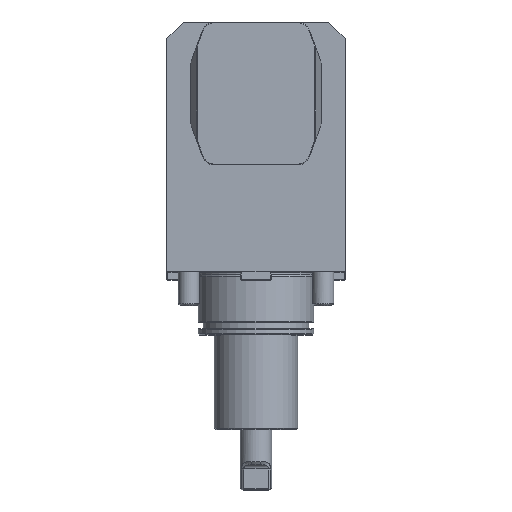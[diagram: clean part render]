
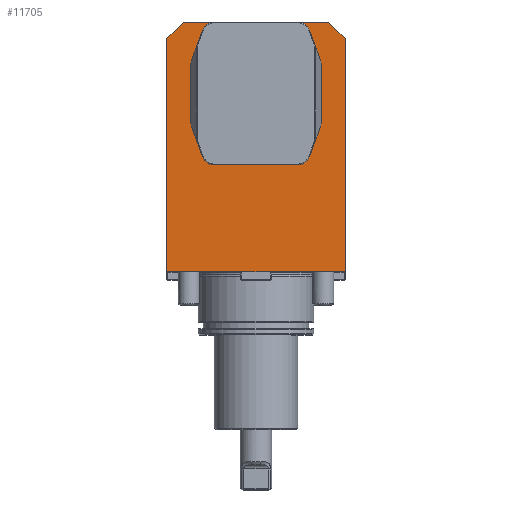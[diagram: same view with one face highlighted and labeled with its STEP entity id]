
A CAD part, top view. The second image highlights one B-rep face of the part: STEP entity #11705.
In plain terms, the highlighted planar face has unit normal (0, 0, 1).
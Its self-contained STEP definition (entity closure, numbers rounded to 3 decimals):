
#43 = ORIENTED_EDGE ( 'NONE', *, *, #25826, .T. ) ;
#345 = CARTESIAN_POINT ( 'NONE',  ( 50.52, 41.612, 47.5 ) ) ;
#370 = DIRECTION ( 'NONE',  ( -0.707, -0.707, 0. ) ) ;
#480 = DIRECTION ( 'NONE',  ( 0., -1., 0. ) ) ;
#757 = EDGE_CURVE ( 'NONE', #21541, #3727, #5640, .T. ) ;
#803 = CARTESIAN_POINT ( 'NONE',  ( 0., 33., 47.5 ) ) ;
#911 = VECTOR ( 'NONE', #15761, 1000. ) ;
#1036 = DIRECTION ( 'NONE',  ( -1., 0., 0. ) ) ;
#1292 = EDGE_CURVE ( 'NONE', #20862, #14161, #8986, .T. ) ;
#1371 = CIRCLE ( 'NONE', #13064, 5. ) ;
#1577 = EDGE_CURVE ( 'NONE', #14543, #3953, #7975, .T. ) ;
#1883 = LINE ( 'NONE', #6113, #9951 ) ;
#2108 = VECTOR ( 'NONE', #5726, 1000. ) ;
#2121 = CARTESIAN_POINT ( 'NONE',  ( -24.56, 29.71, 47.5 ) ) ;
#2468 = DIRECTION ( 'NONE',  ( -1., 0., 0. ) ) ;
#2606 = DIRECTION ( 'NONE',  ( -0.342, -0.94, 0. ) ) ;
#2858 = LINE ( 'NONE', #9326, #23896 ) ;
#2940 = VERTEX_POINT ( 'NONE', #25674 ) ;
#3277 = DIRECTION ( 'NONE',  ( 0., 0., -1. ) ) ;
#3319 = VERTEX_POINT ( 'NONE', #2121 ) ;
#3727 = VERTEX_POINT ( 'NONE', #7049 ) ;
#3953 = VERTEX_POINT ( 'NONE', #10516 ) ;
#3975 = EDGE_CURVE ( 'NONE', #14161, #18846, #1371, .T. ) ;
#4597 = EDGE_LOOP ( 'NONE', ( #11187, #17369, #4709, #12478, #20608, #13192, #17526, #6541, #19214, #19970, #20723, #24019 ) ) ;
#4709 = ORIENTED_EDGE ( 'NONE', *, *, #9410, .T. ) ;
#5049 = CARTESIAN_POINT ( 'NONE',  ( 30.2, 14.215, 47.5 ) ) ;
#5114 = CARTESIAN_POINT ( 'NONE',  ( -42.5, 34., 47.5 ) ) ;
#5465 = CARTESIAN_POINT ( 'NONE',  ( -50.52, 41.612, 47.5 ) ) ;
#5640 = CIRCLE ( 'NONE', #8772, 5. ) ;
#5726 = DIRECTION ( 'NONE',  ( -0.707, 0.707, 0. ) ) ;
#5846 = CARTESIAN_POINT ( 'NONE',  ( 24.56, 29.71, 47.5 ) ) ;
#5953 = LINE ( 'NONE', #14952, #11229 ) ;
#6100 = DIRECTION ( 'NONE',  ( -1., 0., 0. ) ) ;
#6113 = CARTESIAN_POINT ( 'NONE',  ( -30.2, 14.391, 47.5 ) ) ;
#6131 = EDGE_CURVE ( 'NONE', #3319, #20862, #9350, .T. ) ;
#6148 = ORIENTED_EDGE ( 'NONE', *, *, #19655, .T. ) ;
#6541 = ORIENTED_EDGE ( 'NONE', *, *, #20543, .T. ) ;
#6567 = LINE ( 'NONE', #345, #24419 ) ;
#6573 = DIRECTION ( 'NONE',  ( -1., 0., 0. ) ) ;
#6905 = CARTESIAN_POINT ( 'NONE',  ( -11.952, 64.35, 47.5 ) ) ;
#7049 = CARTESIAN_POINT ( 'NONE',  ( -24.56, -29.71, 47.5 ) ) ;
#7050 = VECTOR ( 'NONE', #15466, 1000. ) ;
#7641 = EDGE_CURVE ( 'NONE', #18846, #13595, #5953, .T. ) ;
#7763 = CIRCLE ( 'NONE', #8185, 5. ) ;
#7975 = LINE ( 'NONE', #16133, #2108 ) ;
#8014 = AXIS2_PLACEMENT_3D ( 'NONE', #25775, #16629, #13660 ) ;
#8102 = EDGE_CURVE ( 'NONE', #14543, #18932, #2858, .T. ) ;
#8156 = LINE ( 'NONE', #12653, #17400 ) ;
#8185 = AXIS2_PLACEMENT_3D ( 'NONE', #26248, #17819, #2468 ) ;
#8326 = DIRECTION ( 'NONE',  ( 0.342, -0.94, 0. ) ) ;
#8586 = FACE_BOUND ( 'NONE', #4597, .T. ) ;
#8772 = AXIS2_PLACEMENT_3D ( 'NONE', #9091, #13173, #22043 ) ;
#8854 = LINE ( 'NONE', #6905, #11821 ) ;
#8986 = LINE ( 'NONE', #803, #7050 ) ;
#9091 = CARTESIAN_POINT ( 'NONE',  ( -19.862, -28., 47.5 ) ) ;
#9326 = CARTESIAN_POINT ( 'NONE',  ( 42.5, 34., 47.5 ) ) ;
#9350 = CIRCLE ( 'NONE', #25128, 5. ) ;
#9410 = EDGE_CURVE ( 'NONE', #12647, #2940, #6567, .T. ) ;
#9457 = CARTESIAN_POINT ( 'NONE',  ( -42.5, -85., 47.5 ) ) ;
#9677 = DIRECTION ( 'NONE',  ( 0.342, 0.94, 0. ) ) ;
#9951 = VECTOR ( 'NONE', #23576, 1000. ) ;
#10024 = CARTESIAN_POINT ( 'NONE',  ( -42.5, 26., 47.5 ) ) ;
#10438 = ORIENTED_EDGE ( 'NONE', *, *, #8102, .F. ) ;
#10511 = CARTESIAN_POINT ( 'NONE',  ( 42.5, 26., 47.5 ) ) ;
#10516 = CARTESIAN_POINT ( 'NONE',  ( 34.5, 34., 47.5 ) ) ;
#10713 = CARTESIAN_POINT ( 'NONE',  ( 19.862, 33., 47.5 ) ) ;
#10873 = VECTOR ( 'NONE', #22351, 1000. ) ;
#10945 = CARTESIAN_POINT ( 'NONE',  ( 0., -33., 47.5 ) ) ;
#11038 = LINE ( 'NONE', #26120, #23778 ) ;
#11187 = ORIENTED_EDGE ( 'NONE', *, *, #7641, .T. ) ;
#11229 = VECTOR ( 'NONE', #8326, 1000. ) ;
#11312 = ORIENTED_EDGE ( 'NONE', *, *, #12439, .F. ) ;
#11705 = ADVANCED_FACE ( 'Defeature completata1_33', ( #8586, #18759 ), #17177, .T. ) ;
#11821 = VECTOR ( 'NONE', #9677, 1000. ) ;
#12034 = VERTEX_POINT ( 'NONE', #9457 ) ;
#12439 = EDGE_CURVE ( 'NONE', #18932, #12034, #8156, .T. ) ;
#12478 = ORIENTED_EDGE ( 'NONE', *, *, #18105, .T. ) ;
#12592 = ORIENTED_EDGE ( 'NONE', *, *, #24039, .T. ) ;
#12647 = VERTEX_POINT ( 'NONE', #26282 ) ;
#12653 = CARTESIAN_POINT ( 'NONE',  ( 42.5, -85., 47.5 ) ) ;
#13064 = AXIS2_PLACEMENT_3D ( 'NONE', #25724, #18989, #6573 ) ;
#13173 = DIRECTION ( 'NONE',  ( 0., 0., -1. ) ) ;
#13192 = ORIENTED_EDGE ( 'NONE', *, *, #757, .T. ) ;
#13487 = ORIENTED_EDGE ( 'NONE', *, *, #1577, .T. ) ;
#13595 = VERTEX_POINT ( 'NONE', #5049 ) ;
#13660 = DIRECTION ( 'NONE',  ( 1., 0., 0. ) ) ;
#13782 = CARTESIAN_POINT ( 'NONE',  ( -34.5, 34., 47.5 ) ) ;
#13810 = VERTEX_POINT ( 'NONE', #23333 ) ;
#13850 = DIRECTION ( 'NONE',  ( 0., -1., 0. ) ) ;
#14161 = VERTEX_POINT ( 'NONE', #10713 ) ;
#14472 = EDGE_CURVE ( 'NONE', #22382, #21541, #26450, .T. ) ;
#14543 = VERTEX_POINT ( 'NONE', #10511 ) ;
#14952 = CARTESIAN_POINT ( 'NONE',  ( 11.952, 64.35, 47.5 ) ) ;
#15466 = DIRECTION ( 'NONE',  ( 1., 0., 0. ) ) ;
#15664 = LINE ( 'NONE', #5114, #21130 ) ;
#15761 = DIRECTION ( 'NONE',  ( -1., 0., 0. ) ) ;
#15784 = EDGE_CURVE ( 'NONE', #3727, #13810, #20264, .T. ) ;
#16133 = CARTESIAN_POINT ( 'NONE',  ( 38.5, 30., 47.5 ) ) ;
#16558 = CARTESIAN_POINT ( 'NONE',  ( -19.862, 33., 47.5 ) ) ;
#16629 = DIRECTION ( 'NONE',  ( 0., 0., 1. ) ) ;
#16743 = DIRECTION ( 'NONE',  ( -1., 0., 0. ) ) ;
#17177 = PLANE ( 'NONE',  #8014 ) ;
#17369 = ORIENTED_EDGE ( 'NONE', *, *, #25182, .T. ) ;
#17400 = VECTOR ( 'NONE', #16743, 1000. ) ;
#17526 = ORIENTED_EDGE ( 'NONE', *, *, #15784, .T. ) ;
#17784 = DIRECTION ( 'NONE',  ( 0., -1., 0. ) ) ;
#17819 = DIRECTION ( 'NONE',  ( 0., 0., -1. ) ) ;
#18105 = EDGE_CURVE ( 'NONE', #2940, #22382, #7763, .T. ) ;
#18478 = EDGE_CURVE ( 'NONE', #20136, #3319, #8854, .T. ) ;
#18759 = FACE_OUTER_BOUND ( 'NONE', #20230, .T. ) ;
#18846 = VERTEX_POINT ( 'NONE', #5846 ) ;
#18932 = VERTEX_POINT ( 'NONE', #23718 ) ;
#18989 = DIRECTION ( 'NONE',  ( 0., 0., -1. ) ) ;
#19148 = CARTESIAN_POINT ( 'NONE',  ( -30.2, 14.215, 47.5 ) ) ;
#19214 = ORIENTED_EDGE ( 'NONE', *, *, #18478, .T. ) ;
#19655 = EDGE_CURVE ( 'NONE', #19796, #12034, #15664, .T. ) ;
#19796 = VERTEX_POINT ( 'NONE', #10024 ) ;
#19970 = ORIENTED_EDGE ( 'NONE', *, *, #6131, .T. ) ;
#20136 = VERTEX_POINT ( 'NONE', #19148 ) ;
#20230 = EDGE_LOOP ( 'NONE', ( #10438, #13487, #12592, #43, #6148, #11312 ) ) ;
#20264 = LINE ( 'NONE', #5465, #10873 ) ;
#20543 = EDGE_CURVE ( 'NONE', #13810, #20136, #1883, .T. ) ;
#20608 = ORIENTED_EDGE ( 'NONE', *, *, #14472, .T. ) ;
#20723 = ORIENTED_EDGE ( 'NONE', *, *, #1292, .T. ) ;
#20862 = VERTEX_POINT ( 'NONE', #16558 ) ;
#21130 = VECTOR ( 'NONE', #17784, 1000. ) ;
#21541 = VERTEX_POINT ( 'NONE', #23408 ) ;
#22010 = VECTOR ( 'NONE', #370, 1000. ) ;
#22043 = DIRECTION ( 'NONE',  ( -1., 0., 0. ) ) ;
#22351 = DIRECTION ( 'NONE',  ( -0.342, 0.94, 0. ) ) ;
#22382 = VERTEX_POINT ( 'NONE', #25109 ) ;
#22877 = CARTESIAN_POINT ( 'NONE',  ( -19.862, 28., 47.5 ) ) ;
#23333 = CARTESIAN_POINT ( 'NONE',  ( -30.2, -14.215, 47.5 ) ) ;
#23408 = CARTESIAN_POINT ( 'NONE',  ( -19.862, -33., 47.5 ) ) ;
#23576 = DIRECTION ( 'NONE',  ( 0., 1., 0. ) ) ;
#23718 = CARTESIAN_POINT ( 'NONE',  ( 42.5, -85., 47.5 ) ) ;
#23770 = VERTEX_POINT ( 'NONE', #13782 ) ;
#23778 = VECTOR ( 'NONE', #480, 1000. ) ;
#23896 = VECTOR ( 'NONE', #13850, 1000. ) ;
#24019 = ORIENTED_EDGE ( 'NONE', *, *, #3975, .T. ) ;
#24039 = EDGE_CURVE ( 'NONE', #3953, #23770, #27230, .T. ) ;
#24419 = VECTOR ( 'NONE', #2606, 1000. ) ;
#25109 = CARTESIAN_POINT ( 'NONE',  ( 19.862, -33., 47.5 ) ) ;
#25119 = CARTESIAN_POINT ( 'NONE',  ( 42.5, 34., 47.5 ) ) ;
#25128 = AXIS2_PLACEMENT_3D ( 'NONE', #22877, #3277, #1036 ) ;
#25182 = EDGE_CURVE ( 'NONE', #13595, #12647, #11038, .T. ) ;
#25674 = CARTESIAN_POINT ( 'NONE',  ( 24.56, -29.71, 47.5 ) ) ;
#25724 = CARTESIAN_POINT ( 'NONE',  ( 19.862, 28., 47.5 ) ) ;
#25775 = CARTESIAN_POINT ( 'NONE',  ( 42.5, 34., 47.5 ) ) ;
#25826 = EDGE_CURVE ( 'NONE', #23770, #19796, #25884, .T. ) ;
#25884 = LINE ( 'NONE', #26011, #22010 ) ;
#26011 = CARTESIAN_POINT ( 'NONE',  ( 4., 72.5, 47.5 ) ) ;
#26120 = CARTESIAN_POINT ( 'NONE',  ( 30.2, -14.391, 47.5 ) ) ;
#26248 = CARTESIAN_POINT ( 'NONE',  ( 19.862, -28., 47.5 ) ) ;
#26282 = CARTESIAN_POINT ( 'NONE',  ( 30.2, -14.215, 47.5 ) ) ;
#26298 = VECTOR ( 'NONE', #6100, 1000. ) ;
#26450 = LINE ( 'NONE', #10945, #911 ) ;
#27230 = LINE ( 'NONE', #25119, #26298 ) ;
